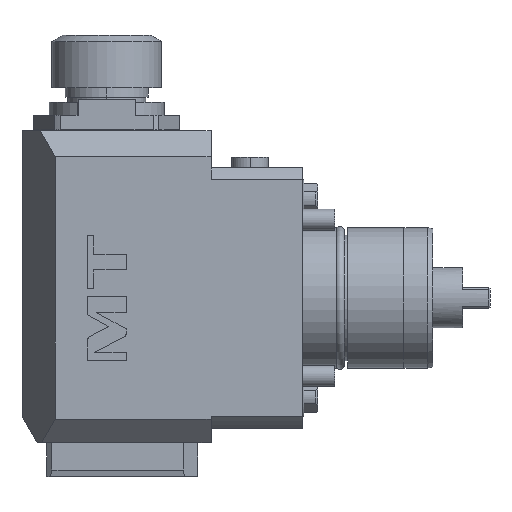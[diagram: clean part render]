
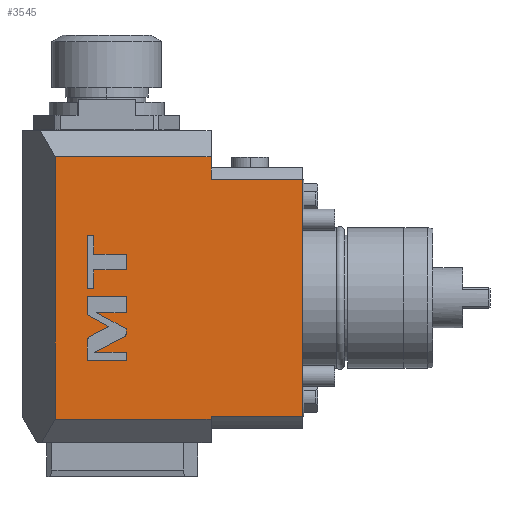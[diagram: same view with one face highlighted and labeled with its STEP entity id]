
A CAD part, front view. The second image highlights one B-rep face of the part: STEP entity #3545.
In plain terms, the highlighted planar face has unit normal (0, -1, 0).
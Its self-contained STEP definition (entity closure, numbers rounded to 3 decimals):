
#6=DIRECTION('',(0.,0.,-1.));
#7=VECTOR('',#6,8.692);
#8=CARTESIAN_POINT('',(-35.,-45.,54.2));
#9=LINE('',#8,#7);
#75=DIRECTION('',(0.,0.,-1.));
#76=VECTOR('',#75,91.016);
#77=CARTESIAN_POINT('',(0.,-45.,45.508));
#78=LINE('',#77,#76);
#324=DIRECTION('',(-1.,0.,0.));
#325=VECTOR('',#324,35.);
#326=CARTESIAN_POINT('',(0.,-45.,-45.508));
#327=LINE('',#326,#325);
#328=DIRECTION('',(-1.,0.,0.));
#329=VECTOR('',#328,59.798);
#330=CARTESIAN_POINT('',(-35.,-45.,-46.5));
#331=LINE('',#330,#329);
#332=DIRECTION('',(0.,0.,-1.));
#333=VECTOR('',#332,100.7);
#334=CARTESIAN_POINT('',(-94.798,-45.,54.2));
#335=LINE('',#334,#333);
#336=DIRECTION('',(-1.,0.,0.));
#337=VECTOR('',#336,59.798);
#338=CARTESIAN_POINT('',(-35.,-45.,54.2));
#339=LINE('',#338,#337);
#340=DIRECTION('',(-1.,0.,0.));
#341=VECTOR('',#340,35.);
#342=CARTESIAN_POINT('',(0.,-45.,45.508));
#343=LINE('',#342,#341);
#344=CARTESIAN_POINT('',(-81.523,-45.,-14.827));
#345=CARTESIAN_POINT('',(-82.126,-45.,-15.139));
#346=CARTESIAN_POINT('',(-82.5,-45.,-15.754));
#347=CARTESIAN_POINT('',(-82.5,-45.,-16.432));
#349=DIRECTION('',(0.,0.,-1.));
#350=VECTOR('',#349,7.541);
#351=CARTESIAN_POINT('',(-82.5,-45.,-16.432));
#352=LINE('',#351,#350);
#353=DIRECTION('',(1.,0.,0.));
#354=VECTOR('',#353,15.);
#355=CARTESIAN_POINT('',(-82.5,-45.,-23.973));
#356=LINE('',#355,#354);
#357=DIRECTION('',(0.,0.,1.));
#358=VECTOR('',#357,3.12);
#359=CARTESIAN_POINT('',(-67.5,-45.,-23.973));
#360=LINE('',#359,#358);
#361=DIRECTION('',(-1.,0.,0.));
#362=VECTOR('',#361,12.152);
#363=CARTESIAN_POINT('',(-67.5,-45.,-20.853));
#364=LINE('',#363,#362);
#365=DIRECTION('',(0.888,0.,0.459));
#366=VECTOR('',#365,12.58);
#367=CARTESIAN_POINT('',(-79.652,-45.,-20.853));
#368=LINE('',#367,#366);
#369=CARTESIAN_POINT('',(-68.477,-45.,-15.075));
#370=CARTESIAN_POINT('',(-67.874,-45.,-14.763));
#371=CARTESIAN_POINT('',(-67.5,-45.,-14.147));
#372=CARTESIAN_POINT('',(-67.5,-45.,-13.469));
#374=DIRECTION('',(0.,0.,1.));
#375=VECTOR('',#374,1.565);
#376=CARTESIAN_POINT('',(-67.5,-45.,-13.469));
#377=LINE('',#376,#375);
#378=DIRECTION('',(-0.877,0.,0.481));
#379=VECTOR('',#378,13.015);
#380=CARTESIAN_POINT('',(-67.5,-45.,-11.904));
#381=LINE('',#380,#379);
#382=DIRECTION('',(1.,0.,0.));
#383=VECTOR('',#382,11.409);
#384=CARTESIAN_POINT('',(-78.909,-45.,-5.641));
#385=LINE('',#384,#383);
#386=DIRECTION('',(0.,0.,1.));
#387=VECTOR('',#386,6.312);
#388=CARTESIAN_POINT('',(-67.5,-45.,-5.641));
#389=LINE('',#388,#387);
#390=DIRECTION('',(-1.,0.,0.));
#391=VECTOR('',#390,15.);
#392=CARTESIAN_POINT('',(-67.5,-45.,0.671));
#393=LINE('',#392,#391);
#394=DIRECTION('',(0.,0.,-1.));
#395=VECTOR('',#394,7.116);
#396=CARTESIAN_POINT('',(-82.5,-45.,0.671));
#397=LINE('',#396,#395);
#398=DIRECTION('',(0.877,0.,-0.481));
#399=VECTOR('',#398,9.511);
#400=CARTESIAN_POINT('',(-82.5,-45.,-6.445));
#401=LINE('',#400,#399);
#402=DIRECTION('',(-0.888,0.,-0.459));
#403=VECTOR('',#402,8.286);
#404=CARTESIAN_POINT('',(-74.163,-45.,-11.022));
#405=LINE('',#404,#403);
#406=DIRECTION('',(1.,0.,0.));
#407=VECTOR('',#406,12.446);
#408=CARTESIAN_POINT('',(-79.946,-45.,10.759));
#409=LINE('',#408,#407);
#410=DIRECTION('',(0.,0.,1.));
#411=VECTOR('',#410,5.942);
#412=CARTESIAN_POINT('',(-67.5,-45.,10.759));
#413=LINE('',#412,#411);
#414=DIRECTION('',(-1.,0.,0.));
#415=VECTOR('',#414,12.446);
#416=CARTESIAN_POINT('',(-67.5,-45.,16.701));
#417=LINE('',#416,#415);
#418=DIRECTION('',(0.,0.,1.));
#419=VECTOR('',#418,7.272);
#420=CARTESIAN_POINT('',(-79.946,-45.,16.701));
#421=LINE('',#420,#419);
#422=DIRECTION('',(-1.,0.,0.));
#423=VECTOR('',#422,2.554);
#424=CARTESIAN_POINT('',(-79.946,-45.,23.973));
#425=LINE('',#424,#423);
#426=DIRECTION('',(0.,0.,-1.));
#427=VECTOR('',#426,20.486);
#428=CARTESIAN_POINT('',(-82.5,-45.,23.973));
#429=LINE('',#428,#427);
#430=DIRECTION('',(1.,0.,0.));
#431=VECTOR('',#430,2.554);
#432=CARTESIAN_POINT('',(-82.5,-45.,3.487));
#433=LINE('',#432,#431);
#434=DIRECTION('',(0.,0.,1.));
#435=VECTOR('',#434,7.272);
#436=CARTESIAN_POINT('',(-79.946,-45.,3.487));
#437=LINE('',#436,#435);
#459=DIRECTION('',(0.,0.,-1.));
#460=VECTOR('',#459,0.992);
#461=CARTESIAN_POINT('',(-35.,-45.,-45.508));
#462=LINE('',#461,#460);
#2471=CARTESIAN_POINT('',(0.,-45.,45.508));
#2472=CARTESIAN_POINT('',(0.,-45.,-45.508));
#2473=VERTEX_POINT('',#2471);
#2474=VERTEX_POINT('',#2472);
#2563=CARTESIAN_POINT('',(-94.798,-45.,54.2));
#2565=VERTEX_POINT('',#2563);
#2569=CARTESIAN_POINT('',(-35.,-45.,54.2));
#2570=VERTEX_POINT('',#2569);
#2579=CARTESIAN_POINT('',(-94.798,-45.,-46.5));
#2580=VERTEX_POINT('',#2579);
#2591=CARTESIAN_POINT('',(-35.,-45.,-46.5));
#2592=VERTEX_POINT('',#2591);
#2612=CARTESIAN_POINT('',(-35.,-45.,-45.508));
#2614=VERTEX_POINT('',#2612);
#2615=CARTESIAN_POINT('',(-35.,-45.,45.508));
#2617=VERTEX_POINT('',#2615);
#3119=CARTESIAN_POINT('',(-81.523,-45.,-14.827));
#3120=VERTEX_POINT('',#3119);
#3121=CARTESIAN_POINT('',(-82.5,-45.,-16.432));
#3122=VERTEX_POINT('',#3121);
#3123=CARTESIAN_POINT('',(-82.5,-45.,-23.973));
#3124=VERTEX_POINT('',#3123);
#3125=CARTESIAN_POINT('',(-67.5,-45.,-23.973));
#3126=VERTEX_POINT('',#3125);
#3127=CARTESIAN_POINT('',(-67.5,-45.,-20.853));
#3128=VERTEX_POINT('',#3127);
#3129=CARTESIAN_POINT('',(-79.652,-45.,-20.853));
#3130=VERTEX_POINT('',#3129);
#3131=CARTESIAN_POINT('',(-68.477,-45.,-15.075));
#3132=VERTEX_POINT('',#3131);
#3133=CARTESIAN_POINT('',(-67.5,-45.,-13.469));
#3134=VERTEX_POINT('',#3133);
#3135=CARTESIAN_POINT('',(-67.5,-45.,-11.904));
#3136=VERTEX_POINT('',#3135);
#3137=CARTESIAN_POINT('',(-78.909,-45.,-5.641));
#3138=VERTEX_POINT('',#3137);
#3139=CARTESIAN_POINT('',(-67.5,-45.,-5.641));
#3140=VERTEX_POINT('',#3139);
#3141=CARTESIAN_POINT('',(-67.5,-45.,0.671));
#3142=VERTEX_POINT('',#3141);
#3143=CARTESIAN_POINT('',(-82.5,-45.,0.671));
#3144=VERTEX_POINT('',#3143);
#3145=CARTESIAN_POINT('',(-82.5,-45.,-6.445));
#3146=VERTEX_POINT('',#3145);
#3147=CARTESIAN_POINT('',(-74.163,-45.,-11.022));
#3148=VERTEX_POINT('',#3147);
#3149=CARTESIAN_POINT('',(-79.946,-45.,10.759));
#3150=VERTEX_POINT('',#3149);
#3151=CARTESIAN_POINT('',(-67.5,-45.,10.759));
#3152=VERTEX_POINT('',#3151);
#3153=CARTESIAN_POINT('',(-67.5,-45.,16.701));
#3154=VERTEX_POINT('',#3153);
#3155=CARTESIAN_POINT('',(-79.946,-45.,16.701));
#3156=VERTEX_POINT('',#3155);
#3157=CARTESIAN_POINT('',(-79.946,-45.,23.973));
#3158=VERTEX_POINT('',#3157);
#3159=CARTESIAN_POINT('',(-82.5,-45.,23.973));
#3160=VERTEX_POINT('',#3159);
#3161=CARTESIAN_POINT('',(-82.5,-45.,3.487));
#3162=VERTEX_POINT('',#3161);
#3163=CARTESIAN_POINT('',(-79.946,-45.,3.487));
#3164=VERTEX_POINT('',#3163);
#3476=CARTESIAN_POINT('',(-35.,-45.,50.));
#3477=DIRECTION('',(0.,1.,0.));
#3478=DIRECTION('',(0.,0.,-1.));
#3479=AXIS2_PLACEMENT_3D('',#3476,#3477,#3478);
#3480=PLANE('',#3479);
#3482=ORIENTED_EDGE('',*,*,#3481,.T.);
#3484=ORIENTED_EDGE('',*,*,#3483,.T.);
#3486=ORIENTED_EDGE('',*,*,#3485,.T.);
#3487=ORIENTED_EDGE('',*,*,#3420,.F.);
#3488=ORIENTED_EDGE('',*,*,#3471,.F.);
#3489=ORIENTED_EDGE('',*,*,#3191,.T.);
#3491=ORIENTED_EDGE('',*,*,#3490,.F.);
#3492=ORIENTED_EDGE('',*,*,#3239,.T.);
#3493=EDGE_LOOP('',(#3482,#3484,#3486,#3487,#3488,#3489,#3491,#3492));
#3494=FACE_OUTER_BOUND('',#3493,.F.);
#3496=ORIENTED_EDGE('',*,*,#3495,.T.);
#3498=ORIENTED_EDGE('',*,*,#3497,.T.);
#3500=ORIENTED_EDGE('',*,*,#3499,.T.);
#3502=ORIENTED_EDGE('',*,*,#3501,.T.);
#3504=ORIENTED_EDGE('',*,*,#3503,.T.);
#3506=ORIENTED_EDGE('',*,*,#3505,.T.);
#3508=ORIENTED_EDGE('',*,*,#3507,.T.);
#3510=ORIENTED_EDGE('',*,*,#3509,.T.);
#3512=ORIENTED_EDGE('',*,*,#3511,.T.);
#3514=ORIENTED_EDGE('',*,*,#3513,.T.);
#3516=ORIENTED_EDGE('',*,*,#3515,.T.);
#3518=ORIENTED_EDGE('',*,*,#3517,.T.);
#3520=ORIENTED_EDGE('',*,*,#3519,.T.);
#3522=ORIENTED_EDGE('',*,*,#3521,.T.);
#3524=ORIENTED_EDGE('',*,*,#3523,.T.);
#3525=EDGE_LOOP('',(#3496,#3498,#3500,#3502,#3504,#3506,#3508,#3510,#3512,#3514,
#3516,#3518,#3520,#3522,#3524));
#3526=FACE_BOUND('',#3525,.F.);
#3528=ORIENTED_EDGE('',*,*,#3527,.T.);
#3530=ORIENTED_EDGE('',*,*,#3529,.T.);
#3532=ORIENTED_EDGE('',*,*,#3531,.T.);
#3534=ORIENTED_EDGE('',*,*,#3533,.T.);
#3536=ORIENTED_EDGE('',*,*,#3535,.T.);
#3538=ORIENTED_EDGE('',*,*,#3537,.T.);
#3540=ORIENTED_EDGE('',*,*,#3539,.T.);
#3542=ORIENTED_EDGE('',*,*,#3541,.T.);
#3543=EDGE_LOOP('',(#3528,#3530,#3532,#3534,#3536,#3538,#3540,#3542));
#3544=FACE_BOUND('',#3543,.F.);
#3545=ADVANCED_FACE('',(#3494,#3526,#3544),#3480,.F.);
#348=B_SPLINE_CURVE_WITH_KNOTS('',3,(#344,#345,#346,#347),.UNSPECIFIED.,.F.,.F.,
(4,4),(0.,1.),.UNSPECIFIED.);
#373=B_SPLINE_CURVE_WITH_KNOTS('',3,(#369,#370,#371,#372),.UNSPECIFIED.,.F.,.F.,
(4,4),(0.,1.),.UNSPECIFIED.);
#3191=EDGE_CURVE('',#2570,#2617,#9,.T.);
#3239=EDGE_CURVE('',#2473,#2474,#78,.T.);
#3420=EDGE_CURVE('',#2565,#2580,#335,.T.);
#3471=EDGE_CURVE('',#2570,#2565,#339,.T.);
#3481=EDGE_CURVE('',#2474,#2614,#327,.T.);
#3483=EDGE_CURVE('',#2614,#2592,#462,.T.);
#3485=EDGE_CURVE('',#2592,#2580,#331,.T.);
#3490=EDGE_CURVE('',#2473,#2617,#343,.T.);
#3495=EDGE_CURVE('',#3120,#3122,#348,.T.);
#3497=EDGE_CURVE('',#3122,#3124,#352,.T.);
#3499=EDGE_CURVE('',#3124,#3126,#356,.T.);
#3501=EDGE_CURVE('',#3126,#3128,#360,.T.);
#3503=EDGE_CURVE('',#3128,#3130,#364,.T.);
#3505=EDGE_CURVE('',#3130,#3132,#368,.T.);
#3507=EDGE_CURVE('',#3132,#3134,#373,.T.);
#3509=EDGE_CURVE('',#3134,#3136,#377,.T.);
#3511=EDGE_CURVE('',#3136,#3138,#381,.T.);
#3513=EDGE_CURVE('',#3138,#3140,#385,.T.);
#3515=EDGE_CURVE('',#3140,#3142,#389,.T.);
#3517=EDGE_CURVE('',#3142,#3144,#393,.T.);
#3519=EDGE_CURVE('',#3144,#3146,#397,.T.);
#3521=EDGE_CURVE('',#3146,#3148,#401,.T.);
#3523=EDGE_CURVE('',#3148,#3120,#405,.T.);
#3527=EDGE_CURVE('',#3150,#3152,#409,.T.);
#3529=EDGE_CURVE('',#3152,#3154,#413,.T.);
#3531=EDGE_CURVE('',#3154,#3156,#417,.T.);
#3533=EDGE_CURVE('',#3156,#3158,#421,.T.);
#3535=EDGE_CURVE('',#3158,#3160,#425,.T.);
#3537=EDGE_CURVE('',#3160,#3162,#429,.T.);
#3539=EDGE_CURVE('',#3162,#3164,#433,.T.);
#3541=EDGE_CURVE('',#3164,#3150,#437,.T.);
